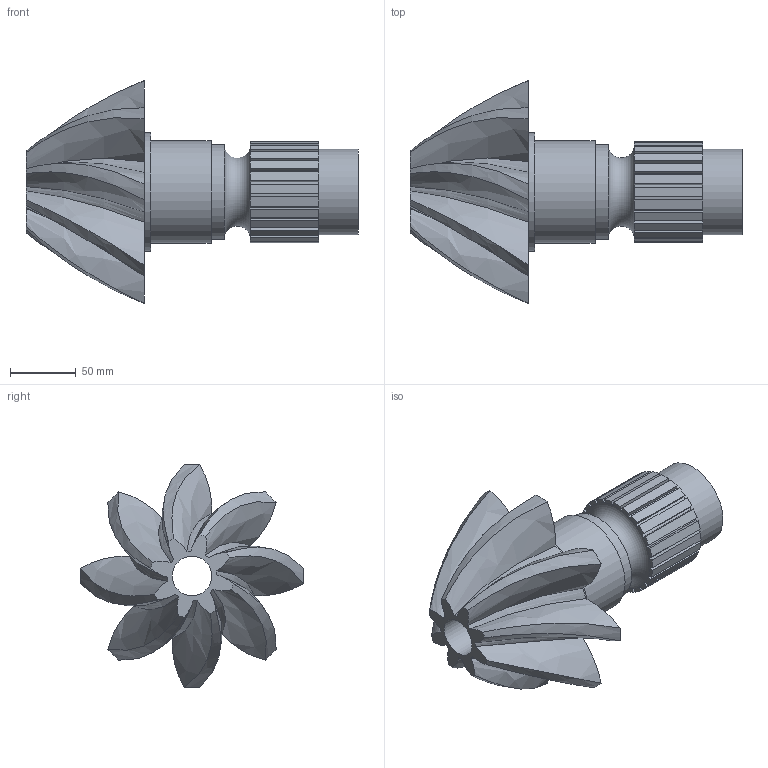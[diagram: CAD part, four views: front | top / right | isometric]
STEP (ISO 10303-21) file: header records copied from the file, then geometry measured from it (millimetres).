
FILE_DESCRIPTION(/* description */ (''),/* implementation_level */ '2;1');
FILE_NAME(/* name */ 'Helical Bevel Gear v1.step',/* time_stamp */ '2022-05-28T15:12:34+05:30',/* author */ (''),/* organization */ (''),/* preprocessor_version */ 'ST-DEVELOPER v19',/* originating_system */ 'Autodesk Translation Framework v11.7.0.108',/* authorisation */ '');
FILE_SCHEMA (('AUTOMOTIVE_DESIGN { 1 0 10303 214 3 1 1 }'));
Length unit declared in the file: millimetre
Products named in the file (1): Helical Bevel Gear
Bounding box: 253 x 169.95 x 169.95 mm (x, y, z)
Volume: 1255696.6 mm3; surface area: 141722.6 mm2
Topology: 1 solids, 1 shells, 169 faces, 438 edges, 275 vertices
Faces by surface type: plane 106, bspline 32, cylinder 30, torus 1
Full cylindrical faces by diameter (mm): 30 x1, 65 x1, 72 x1, 78 x1, 90 x1
Entity records: 5716 total; most frequent: CARTESIAN_POINT 1587, ORIENTED_EDGE 876, DIRECTION 833, EDGE_CURVE 438, AXIS2_PLACEMENT_3D 289, VERTEX_POINT 275, LINE 255, VECTOR 255
